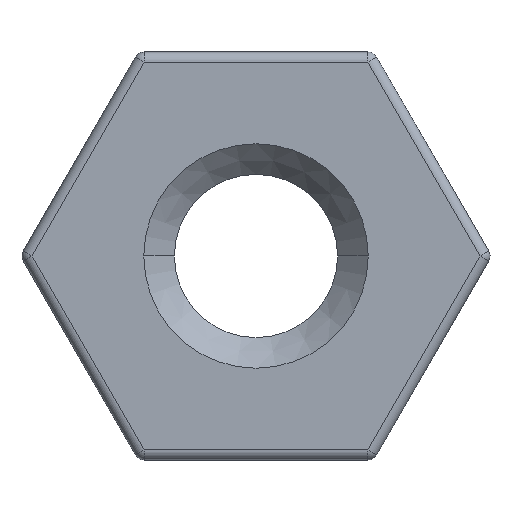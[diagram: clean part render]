
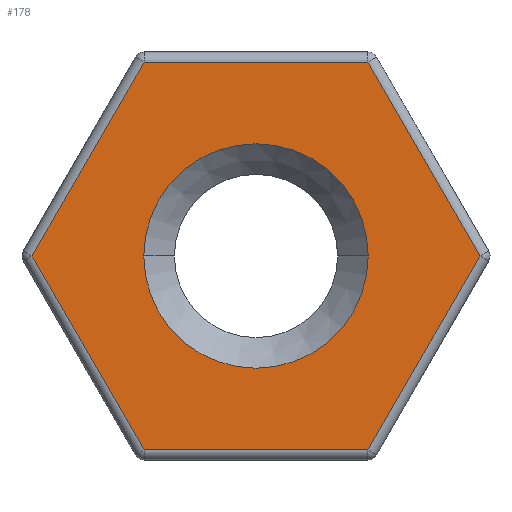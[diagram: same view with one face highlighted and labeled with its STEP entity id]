
A CAD part, left-side view. The second image highlights one B-rep face of the part: STEP entity #178.
In plain terms, the highlighted planar face has unit normal (-1, 0, 0).
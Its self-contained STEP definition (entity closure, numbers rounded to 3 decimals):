
#2 = ORIENTED_EDGE ( 'NONE', *, *, #867, .T. ) ;
#28 = VERTEX_POINT ( 'NONE', #326 ) ;
#93 = VERTEX_POINT ( 'NONE', #1023 ) ;
#98 = EDGE_CURVE ( 'NONE', #940, #93, #804, .T. ) ;
#101 = VECTOR ( 'NONE', #1205, 1000. ) ;
#103 = LINE ( 'NONE', #764, #601 ) ;
#110 = ORIENTED_EDGE ( 'NONE', *, *, #1100, .T. ) ;
#148 = VECTOR ( 'NONE', #157, 1000. ) ;
#153 = EDGE_LOOP ( 'NONE', ( #207, #630, #394, #110, #1113, #2 ) ) ;
#156 = DIRECTION ( 'NONE',  ( 0., -0.5, 0.866 ) ) ;
#157 = DIRECTION ( 'NONE',  ( 0., 0.5, 0.866 ) ) ;
#178 = ADVANCED_FACE ( 'NONE', ( #1024, #1212 ), #354, .F. ) ;
#202 = EDGE_CURVE ( 'NONE', #413, #210, #936, .T. ) ;
#207 = ORIENTED_EDGE ( 'NONE', *, *, #202, .T. ) ;
#210 = VERTEX_POINT ( 'NONE', #463 ) ;
#217 = AXIS2_PLACEMENT_3D ( 'NONE', #500, #1167, #594 ) ;
#219 = VERTEX_POINT ( 'NONE', #1232 ) ;
#237 = DIRECTION ( 'NONE',  ( 0., -0.5, -0.866 ) ) ;
#245 = VERTEX_POINT ( 'NONE', #853 ) ;
#288 = VECTOR ( 'NONE', #444, 1000. ) ;
#326 = CARTESIAN_POINT ( 'NONE',  ( 0., 1.097, 1.9 ) ) ;
#354 = PLANE ( 'NONE',  #725 ) ;
#394 = ORIENTED_EDGE ( 'NONE', *, *, #795, .T. ) ;
#413 = VERTEX_POINT ( 'NONE', #555 ) ;
#420 = CIRCLE ( 'NONE', #217, 1.1 ) ;
#441 = CARTESIAN_POINT ( 'NONE',  ( 0., 0., 0. ) ) ;
#444 = DIRECTION ( 'NONE',  ( 0., -1., 0. ) ) ;
#459 = DIRECTION ( 'NONE',  ( 0., 1., 0. ) ) ;
#462 = EDGE_CURVE ( 'NONE', #210, #28, #103, .T. ) ;
#463 = CARTESIAN_POINT ( 'NONE',  ( 0., -1.097, 1.9 ) ) ;
#500 = CARTESIAN_POINT ( 'NONE',  ( 0., 0., 0. ) ) ;
#535 = LINE ( 'NONE', #752, #860 ) ;
#536 = VERTEX_POINT ( 'NONE', #971 ) ;
#540 = DIRECTION ( 'NONE',  ( 0., 1., 0. ) ) ;
#541 = CARTESIAN_POINT ( 'NONE',  ( 0., 0., -1.9 ) ) ;
#548 = CIRCLE ( 'NONE', #1016, 1.1 ) ;
#555 = CARTESIAN_POINT ( 'NONE',  ( 0., -2.194, 0. ) ) ;
#588 = LINE ( 'NONE', #816, #754 ) ;
#594 = DIRECTION ( 'NONE',  ( 0., 1., 0. ) ) ;
#601 = VECTOR ( 'NONE', #854, 1000. ) ;
#610 = EDGE_CURVE ( 'NONE', #245, #219, #420, .T. ) ;
#630 = ORIENTED_EDGE ( 'NONE', *, *, #462, .T. ) ;
#663 = LINE ( 'NONE', #740, #101 ) ;
#725 = AXIS2_PLACEMENT_3D ( 'NONE', #943, #1035, #459 ) ;
#731 = ORIENTED_EDGE ( 'NONE', *, *, #610, .T. ) ;
#740 = CARTESIAN_POINT ( 'NONE',  ( 0., 1.645, 0.95 ) ) ;
#752 = CARTESIAN_POINT ( 'NONE',  ( 0., -1.645, -0.95 ) ) ;
#754 = VECTOR ( 'NONE', #237, 1000. ) ;
#761 = CARTESIAN_POINT ( 'NONE',  ( 0., 1.097, -1.9 ) ) ;
#764 = CARTESIAN_POINT ( 'NONE',  ( 0., 0., 1.9 ) ) ;
#795 = EDGE_CURVE ( 'NONE', #28, #536, #663, .T. ) ;
#804 = LINE ( 'NONE', #541, #288 ) ;
#816 = CARTESIAN_POINT ( 'NONE',  ( 0., 1.645, -0.95 ) ) ;
#845 = CARTESIAN_POINT ( 'NONE',  ( 0., -1.645, 0.95 ) ) ;
#853 = CARTESIAN_POINT ( 'NONE',  ( 0., -1.1, 0. ) ) ;
#854 = DIRECTION ( 'NONE',  ( 0., 1., 0. ) ) ;
#860 = VECTOR ( 'NONE', #156, 1000. ) ;
#867 = EDGE_CURVE ( 'NONE', #93, #413, #535, .T. ) ;
#936 = LINE ( 'NONE', #845, #148 ) ;
#940 = VERTEX_POINT ( 'NONE', #761 ) ;
#943 = CARTESIAN_POINT ( 'NONE',  ( 0., 0., 0. ) ) ;
#971 = CARTESIAN_POINT ( 'NONE',  ( 0., 2.194, 0. ) ) ;
#1016 = AXIS2_PLACEMENT_3D ( 'NONE', #441, #1114, #540 ) ;
#1018 = ORIENTED_EDGE ( 'NONE', *, *, #1116, .T. ) ;
#1023 = CARTESIAN_POINT ( 'NONE',  ( 0., -1.097, -1.9 ) ) ;
#1024 = FACE_OUTER_BOUND ( 'NONE', #153, .T. ) ;
#1035 = DIRECTION ( 'NONE',  ( 1., 0., 0. ) ) ;
#1100 = EDGE_CURVE ( 'NONE', #536, #940, #588, .T. ) ;
#1113 = ORIENTED_EDGE ( 'NONE', *, *, #98, .T. ) ;
#1114 = DIRECTION ( 'NONE',  ( 1., 0., 0. ) ) ;
#1116 = EDGE_CURVE ( 'NONE', #219, #245, #548, .T. ) ;
#1167 = DIRECTION ( 'NONE',  ( 1., 0., 0. ) ) ;
#1205 = DIRECTION ( 'NONE',  ( 0., 0.5, -0.866 ) ) ;
#1212 = FACE_BOUND ( 'NONE', #1224, .T. ) ;
#1224 = EDGE_LOOP ( 'NONE', ( #1018, #731 ) ) ;
#1232 = CARTESIAN_POINT ( 'NONE',  ( 0., 1.1, 0. ) ) ;
